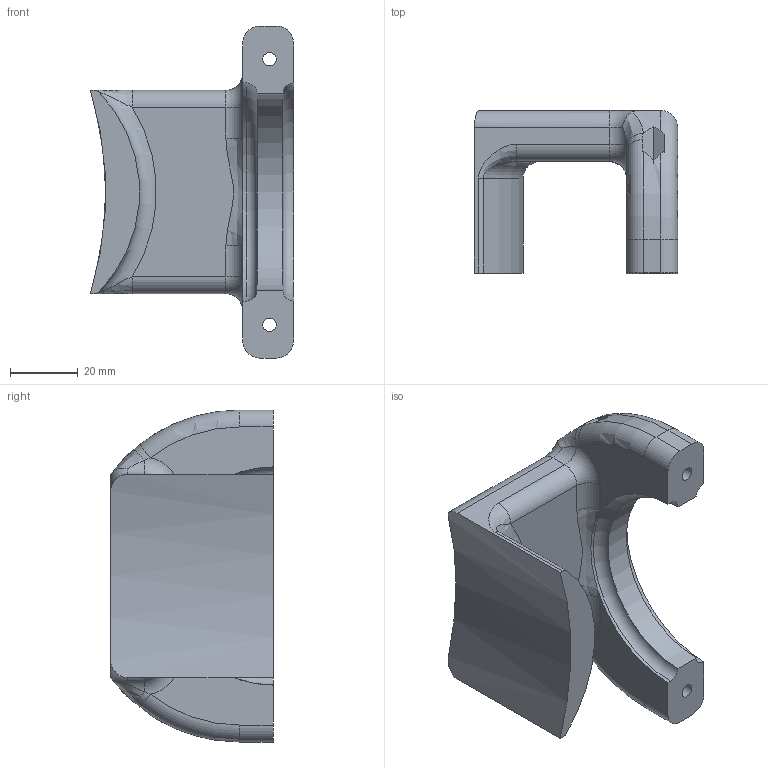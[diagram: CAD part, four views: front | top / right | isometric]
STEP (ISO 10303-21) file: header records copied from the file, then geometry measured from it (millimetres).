
FILE_DESCRIPTION(/* description */ (''),/* implementation_level */ '2;1');
FILE_NAME(/* name */ 'Крепление навигатора на баллон (без баллона).step',/* time_stamp */ '2022-04-17T23:22:25+04:00',/* author */ (''),/* organization */ (''),/* preprocessor_version */ 'ST-DEVELOPER v18.1',/* originating_system */ 'Autodesk Translation Framework v10.10.0.1391',/* authorisation */ '');
FILE_SCHEMA (('AUTOMOTIVE_DESIGN { 1 0 10303 214 3 1 1 }'));
Length unit declared in the file: millimetre
Products named in the file (2): Крепление навигатора 
на баллон (без 
баллона); Êðåïëåíèå RedNav v2
 (çàãîòîâêà)
Assembly tree (1 placements, depth 2):
  Крепление навигатора 
на баллон (без 
баллона)
    Êðåïëåíèå RedNav v2
 (çàãîòîâêà)
Bounding box: 60 x 48 x 98 mm (x, y, z)
Volume: 90809.3 mm3; surface area: 21126.3 mm2
Topology: 1 solids, 1 shells, 64 faces, 164 edges, 102 vertices
Faces by surface type: cylinder 26, plane 20, torus 11, bspline 7
Full cylindrical faces by diameter (mm): 4 x2, 8 x1
Entity records: 3209 total; most frequent: CARTESIAN_POINT 1620, ORIENTED_EDGE 328, DIRECTION 325, EDGE_CURVE 164, AXIS2_PLACEMENT_3D 132, VERTEX_POINT 102, EDGE_LOOP 68, CIRCLE 67
